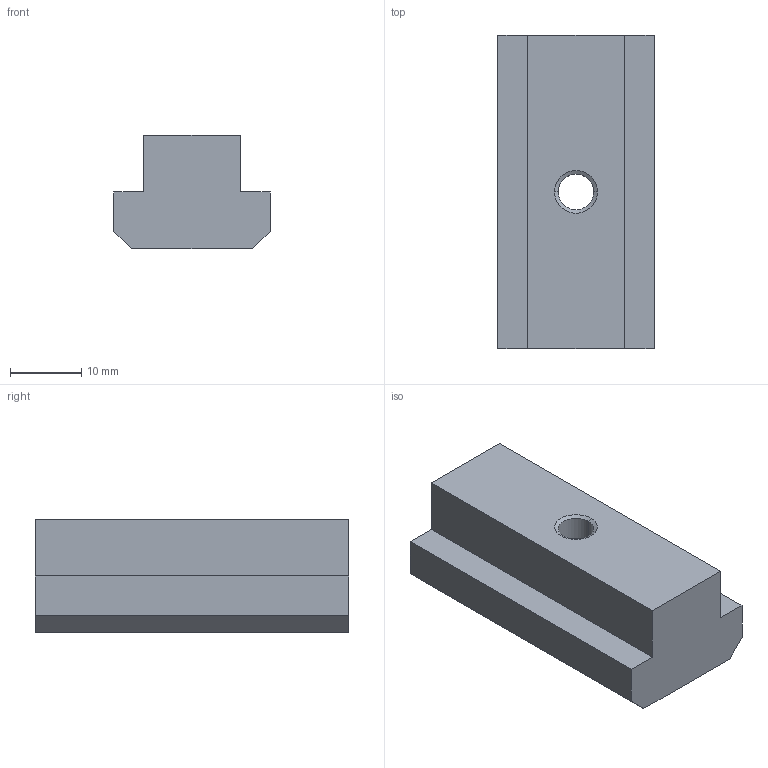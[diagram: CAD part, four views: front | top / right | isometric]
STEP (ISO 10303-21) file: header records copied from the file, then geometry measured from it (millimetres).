
FILE_DESCRIPTION(('STEP AP214'),'1');
FILE_NAME('haldern_eh_23020_0146.stp','2018-04-19T13:15:47',('TraceParts'),('TraceParts S.A.'),'Spatial InterOp 3D',' ',' ');
FILE_SCHEMA(('automotive_design'));
Length unit declared in the file: millimetre
Products named in the file (1): haldern_eh_23020_0146
Bounding box: 22 x 44 x 16 mm (x, y, z)
Volume: 11940.8 mm3; surface area: 3981.1 mm2
Topology: 1 solids, 1 shells, 16 faces, 40 edges, 26 vertices
Faces by surface type: plane 12, cone 2, cylinder 2
Entity records: 630 total; most frequent: CARTESIAN_POINT 83, DIRECTION 80, ORIENTED_EDGE 80, EDGE_CURVE 40, LINE 34, VECTOR 34, VERTEX_POINT 26, AXIS2_PLACEMENT_3D 23
